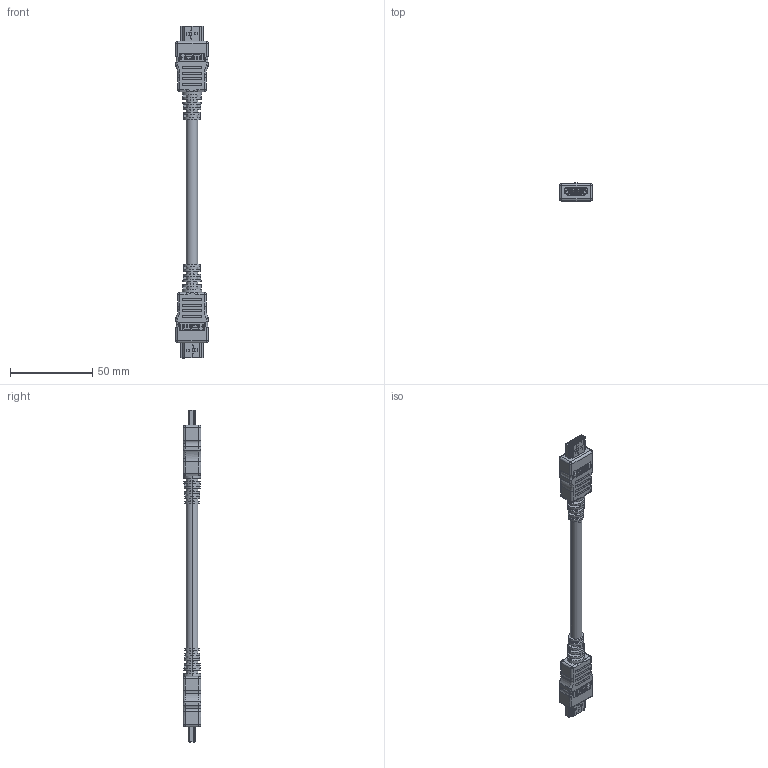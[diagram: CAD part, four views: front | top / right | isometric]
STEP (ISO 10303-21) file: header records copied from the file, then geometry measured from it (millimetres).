
FILE_DESCRIPTION (( 'STEP AP214' ), '1' );
FILE_NAME ('HDCA.STEP', '2012-11-06T21:18:22', ( 'x' ), ( '' ), 'SwSTEP 2.0', 'SolidWorks 2012', '' );
FILE_SCHEMA (( 'AUTOMOTIVE_DESIGN' ));
Length unit declared in the file: inch
Products named in the file (8): MTN-518___; 1AH05-007(HDMI TYPE A MALE)___; HDMI TYPE A MALE  BACK SHELL___; HDMI TYPE A MALE HOUSING___; HDMI TYPE A MALE SHELL___; MTN-518_with Global Connectivity logo; 3AB14-022-MA2; HDCA
Assembly tree (8 placements, depth 4):
  HDCA
    3AB14-022-MA2
    MTN-518___  x2
      MTN-518_with Global Connectivity logo
      1AH05-007(HDMI TYPE A MALE)___
        HDMI TYPE A MALE SHELL___
        HDMI TYPE A MALE HOUSING___
        HDMI TYPE A MALE  BACK SHELL___
Bounding box: 19.9 x 10.88 x 201.4 mm (x, y, z)
Volume: 20228.2 mm3; surface area: 16787 mm2
Topology: 47 solids, 47 shells, 5054 faces, 13234 edges, 8674 vertices
Faces by surface type: plane 4128, cylinder 668, bspline 178, torus 52, sphere 24, cone 4
Entity records: 88502 total; most frequent: CARTESIAN_POINT 17833, ORIENTED_EDGE 13180, DIRECTION 11912, EDGE_CURVE 6590, LINE 5648, VECTOR 5648, VERTEX_POINT 4339, AXIS2_PLACEMENT_3D 3132
